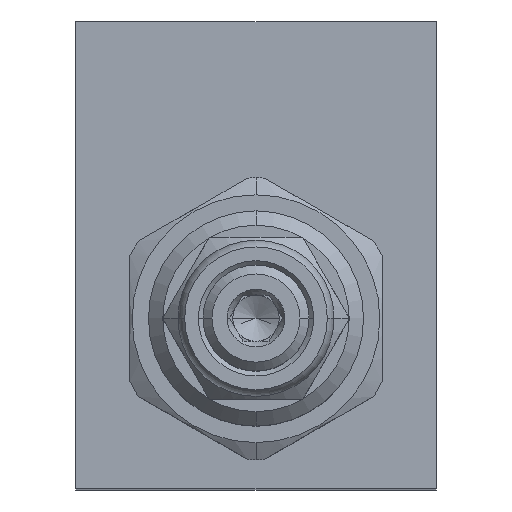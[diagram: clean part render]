
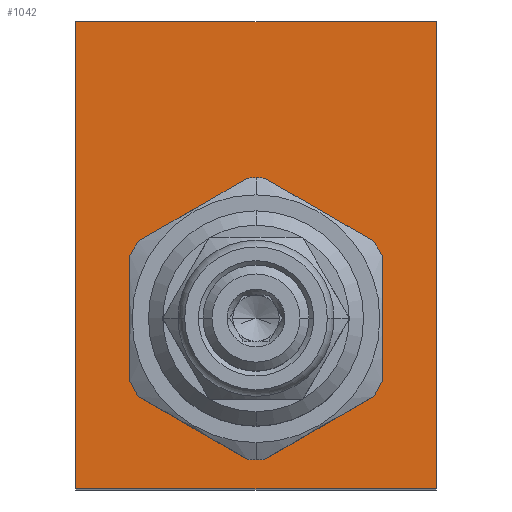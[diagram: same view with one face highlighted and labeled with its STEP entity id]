
A CAD part, top view. The second image highlights one B-rep face of the part: STEP entity #1042.
In plain terms, the highlighted planar face has unit normal (0, 0, 1).
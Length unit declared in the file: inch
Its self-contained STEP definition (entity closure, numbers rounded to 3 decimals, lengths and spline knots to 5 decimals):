
#73=DIRECTION('',(0.,-1.,0.));
#74=VECTOR('',#73,1.62);
#75=CARTESIAN_POINT('',(0.,0.,2.5));
#76=LINE('',#75,#74);
#77=DIRECTION('',(-1.,0.,0.));
#78=VECTOR('',#77,1.25);
#79=CARTESIAN_POINT('',(1.25,0.,2.5));
#80=LINE('',#79,#78);
#81=DIRECTION('',(0.,1.,0.));
#82=VECTOR('',#81,1.62);
#83=CARTESIAN_POINT('',(1.25,-1.62,2.5));
#84=LINE('',#83,#82);
#85=DIRECTION('',(1.,0.,0.));
#86=VECTOR('',#85,1.25);
#87=CARTESIAN_POINT('',(0.,-1.62,2.5));
#88=LINE('',#87,#86);
#89=CARTESIAN_POINT('',(0.625,-1.031,2.5));
#90=DIRECTION('',(0.,0.,-1.));
#91=DIRECTION('',(-1.,0.,0.));
#92=AXIS2_PLACEMENT_3D('',#89,#90,#91);
#94=CARTESIAN_POINT('',(0.625,-1.031,2.5));
#95=DIRECTION('',(0.,0.,-1.));
#96=DIRECTION('',(1.,0.,0.));
#97=AXIS2_PLACEMENT_3D('',#94,#95,#96);
#805=CARTESIAN_POINT('',(0.,0.,2.5));
#806=CARTESIAN_POINT('',(0.,-1.62,2.5));
#807=VERTEX_POINT('',#805);
#808=VERTEX_POINT('',#806);
#809=CARTESIAN_POINT('',(1.25,-1.62,2.5));
#810=VERTEX_POINT('',#809);
#811=CARTESIAN_POINT('',(1.25,0.,2.5));
#812=VERTEX_POINT('',#811);
#849=CARTESIAN_POINT('',(1.0555,-1.031,2.5));
#850=VERTEX_POINT('',#849);
#855=CARTESIAN_POINT('',(0.1945,-1.031,2.5));
#856=VERTEX_POINT('',#855);
#1025=CARTESIAN_POINT('',(0.,0.,2.5));
#1026=DIRECTION('',(0.,0.,1.));
#1027=DIRECTION('',(1.,0.,0.));
#1028=AXIS2_PLACEMENT_3D('',#1025,#1026,#1027);
#1029=PLANE('',#1028);
#1030=ORIENTED_EDGE('',*,*,#959,.F.);
#1031=ORIENTED_EDGE('',*,*,#980,.F.);
#1032=ORIENTED_EDGE('',*,*,#1000,.F.);
#1033=ORIENTED_EDGE('',*,*,#1019,.F.);
#1034=EDGE_LOOP('',(#1030,#1031,#1032,#1033));
#1035=FACE_OUTER_BOUND('',#1034,.F.);
#1037=ORIENTED_EDGE('',*,*,#1036,.F.);
#1039=ORIENTED_EDGE('',*,*,#1038,.F.);
#1040=EDGE_LOOP('',(#1037,#1039));
#1041=FACE_BOUND('',#1040,.F.);
#1042=ADVANCED_FACE('',(#1035,#1041),#1029,.T.);
#93=CIRCLE('',#92,0.4305);
#98=CIRCLE('',#97,0.4305);
#959=EDGE_CURVE('',#807,#808,#76,.T.);
#980=EDGE_CURVE('',#812,#807,#80,.T.);
#1000=EDGE_CURVE('',#810,#812,#84,.T.);
#1019=EDGE_CURVE('',#808,#810,#88,.T.);
#1036=EDGE_CURVE('',#856,#850,#93,.T.);
#1038=EDGE_CURVE('',#850,#856,#98,.T.);
